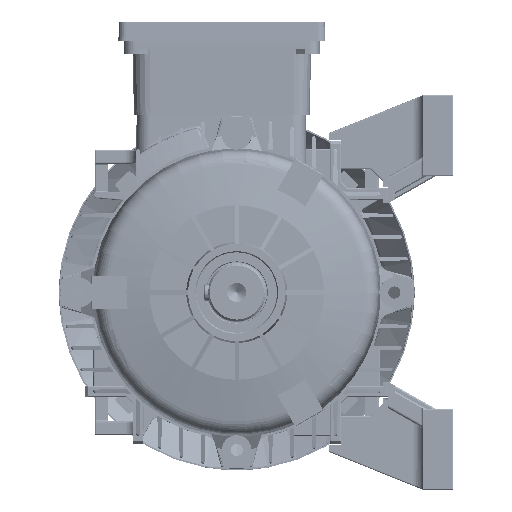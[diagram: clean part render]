
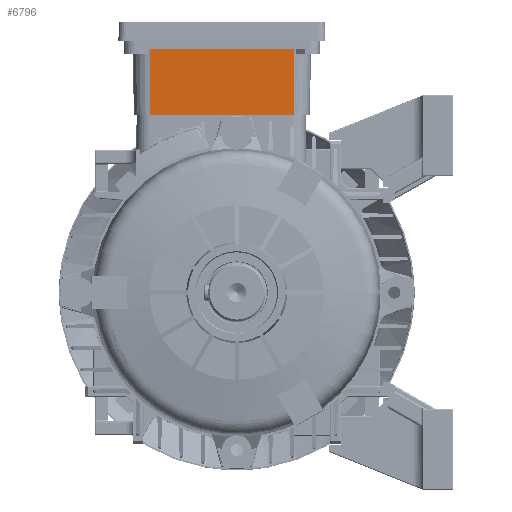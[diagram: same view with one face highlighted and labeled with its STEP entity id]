
A CAD part, left-side view. The second image highlights one B-rep face of the part: STEP entity #6796.
In plain terms, the highlighted face is planar.
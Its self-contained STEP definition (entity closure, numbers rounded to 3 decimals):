
#6796 = ADVANCED_FACE ( 'NONE', ( #32809 ), #167894, .T. ) ;
#14549 = EDGE_CURVE ( 'NONE', #208223, #25684, #16671, .T. ) ;
#16671 = LINE ( 'NONE', #158376, #50252 ) ;
#18069 = LINE ( 'NONE', #84597, #192941 ) ;
#18959 = LINE ( 'NONE', #172859, #199593 ) ;
#25684 = VERTEX_POINT ( 'NONE', #200392 ) ;
#29913 = CARTESIAN_POINT ( 'NONE',  ( 118., 130., 0. ) ) ;
#31430 = DIRECTION ( 'NONE',  ( 0., -0.021, -1. ) ) ;
#31699 = DIRECTION ( 'NONE',  ( 0., 0.021, 1. ) ) ;
#32809 = FACE_OUTER_BOUND ( 'NONE', #149852, .T. ) ;
#35549 = LINE ( 'NONE', #85465, #194724 ) ;
#41984 = VERTEX_POINT ( 'NONE', #189392 ) ;
#42597 = ORIENTED_EDGE ( 'NONE', *, *, #163678, .F. ) ;
#50252 = VECTOR ( 'NONE', #59842, 1000. ) ;
#59842 = DIRECTION ( 'NONE',  ( -1., 0., 0. ) ) ;
#84597 = CARTESIAN_POINT ( 'NONE',  ( 12., 130., 0. ) ) ;
#85465 = CARTESIAN_POINT ( 'NONE',  ( 118., 130., 0. ) ) ;
#92862 = ORIENTED_EDGE ( 'NONE', *, *, #159867, .T. ) ;
#104637 = EDGE_CURVE ( 'NONE', #208223, #212480, #35549, .T. ) ;
#113567 = AXIS2_PLACEMENT_3D ( 'NONE', #134678, #183409, #31699 ) ;
#134678 = CARTESIAN_POINT ( 'NONE',  ( 12., 130., 0. ) ) ;
#138011 = ORIENTED_EDGE ( 'NONE', *, *, #104637, .T. ) ;
#149852 = EDGE_LOOP ( 'NONE', ( #92862, #42597, #205975, #138011 ) ) ;
#152986 = DIRECTION ( 'NONE',  ( 0., -0.021, -1. ) ) ;
#158376 = CARTESIAN_POINT ( 'NONE',  ( 12., 131.016, 48.5 ) ) ;
#159867 = EDGE_CURVE ( 'NONE', #212480, #41984, #18959, .T. ) ;
#163678 = EDGE_CURVE ( 'NONE', #25684, #41984, #18069, .T. ) ;
#167894 = PLANE ( 'NONE',  #113567 ) ;
#170696 = DIRECTION ( 'NONE',  ( -1., 0., 0. ) ) ;
#172859 = CARTESIAN_POINT ( 'NONE',  ( 12., 130., 0. ) ) ;
#183409 = DIRECTION ( 'NONE',  ( 0., 1., -0.021 ) ) ;
#189392 = CARTESIAN_POINT ( 'NONE',  ( 12., 130., 0. ) ) ;
#192941 = VECTOR ( 'NONE', #31430, 1000. ) ;
#194724 = VECTOR ( 'NONE', #152986, 1000. ) ;
#199593 = VECTOR ( 'NONE', #170696, 1000. ) ;
#200392 = CARTESIAN_POINT ( 'NONE',  ( 12., 131.016, 48.5 ) ) ;
#205975 = ORIENTED_EDGE ( 'NONE', *, *, #14549, .F. ) ;
#208223 = VERTEX_POINT ( 'NONE', #217789 ) ;
#212480 = VERTEX_POINT ( 'NONE', #29913 ) ;
#217789 = CARTESIAN_POINT ( 'NONE',  ( 118., 131.016, 48.5 ) ) ;
